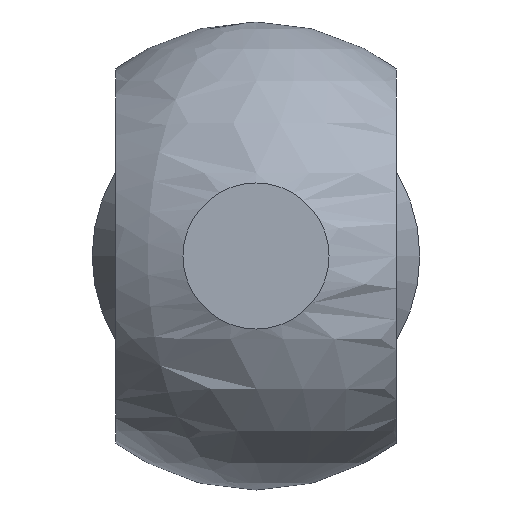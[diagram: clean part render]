
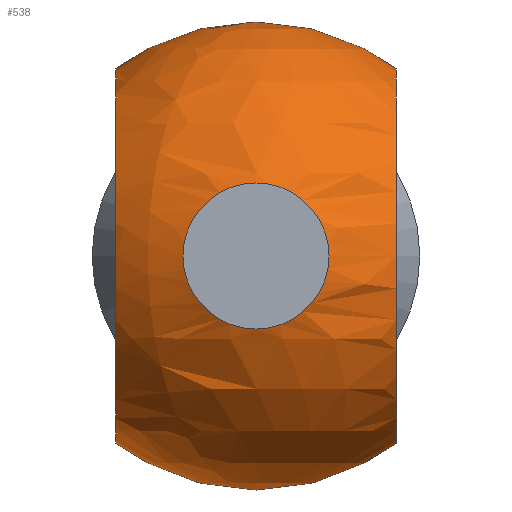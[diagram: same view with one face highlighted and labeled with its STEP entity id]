
A CAD part, front view. The second image highlights one B-rep face of the part: STEP entity #538.
In plain terms, the highlighted spherical face has radius 10 mm.
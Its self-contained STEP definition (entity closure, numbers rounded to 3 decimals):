
#485=CARTESIAN_POINT('',(0.,-9.5,-3.122));
#486=VERTEX_POINT('',#485);
#487=CARTESIAN_POINT('',(0.0,-9.5,0.0));
#488=DIRECTION('',(0.0,1.0,0.0));
#489=DIRECTION('',(0.0,0.0,-1.0));
#490=AXIS2_PLACEMENT_3D('',#487,#488,#489);
#491=CIRCLE('',#490,3.122);
#492=EDGE_CURVE('',#486,#486,#491,.T.);
#497=CARTESIAN_POINT('',(0.0,0.0,0.0));
#498=DIRECTION('',(0.0,0.0,1.0));
#499=DIRECTION('',(1.0,0.0,0.0));
#500=AXIS2_PLACEMENT_3D('',#497,#498,#499);
#501=SPHERICAL_SURFACE('',#500,10.0);
#502=ORIENTED_EDGE('',*,*,#492,.T.);
#503=EDGE_LOOP('',(#502));
#504=FACE_OUTER_BOUND('',#503,.T.);
#505=CARTESIAN_POINT('',(6.,0.0,-8.));
#506=VERTEX_POINT('',#505);
#507=CARTESIAN_POINT('',(6.,0.0,0.));
#508=DIRECTION('',(-1.0,0.0,0.0));
#509=DIRECTION('',(0.0,0.0,-1.0));
#510=AXIS2_PLACEMENT_3D('',#507,#508,#509);
#511=CIRCLE('',#510,8.);
#512=EDGE_CURVE('',#506,#506,#511,.T.);
#513=ORIENTED_EDGE('',*,*,#512,.T.);
#514=EDGE_LOOP('',(#513));
#515=FACE_BOUND('',#514,.T.);
#516=CARTESIAN_POINT('',(-6.,0.0,8.));
#517=VERTEX_POINT('',#516);
#518=CARTESIAN_POINT('',(-6.,0.0,0.0));
#519=DIRECTION('',(1.0,0.0,0.0));
#520=DIRECTION('',(0.0,0.0,1.0));
#521=AXIS2_PLACEMENT_3D('',#518,#519,#520);
#522=CIRCLE('',#521,8.);
#523=EDGE_CURVE('',#517,#517,#522,.T.);
#524=ORIENTED_EDGE('',*,*,#523,.T.);
#525=EDGE_LOOP('',(#524));
#526=FACE_BOUND('',#525,.T.);
#527=CARTESIAN_POINT('',(0.,8.229,5.682));
#528=VERTEX_POINT('',#527);
#529=CARTESIAN_POINT('',(0.0,8.229,0.0));
#530=DIRECTION('',(0.0,-1.0,0.0));
#531=DIRECTION('',(0.0,0.0,1.0));
#532=AXIS2_PLACEMENT_3D('',#529,#530,#531);
#533=CIRCLE('',#532,5.682);
#534=EDGE_CURVE('',#528,#528,#533,.T.);
#535=ORIENTED_EDGE('',*,*,#534,.T.);
#536=EDGE_LOOP('',(#535));
#537=FACE_BOUND('',#536,.T.);
#538=ADVANCED_FACE('',(#504,#515,#526,#537),#501,.T.);
